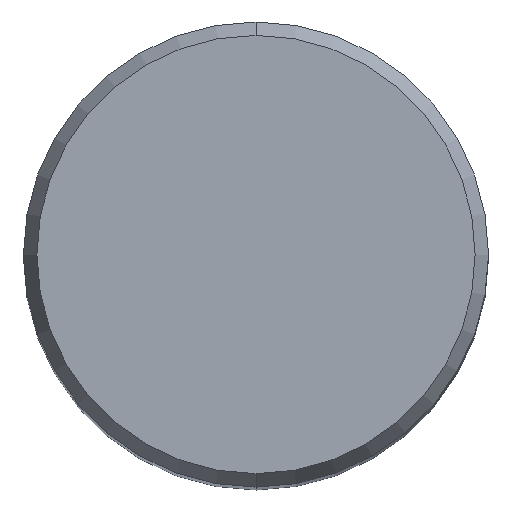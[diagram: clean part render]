
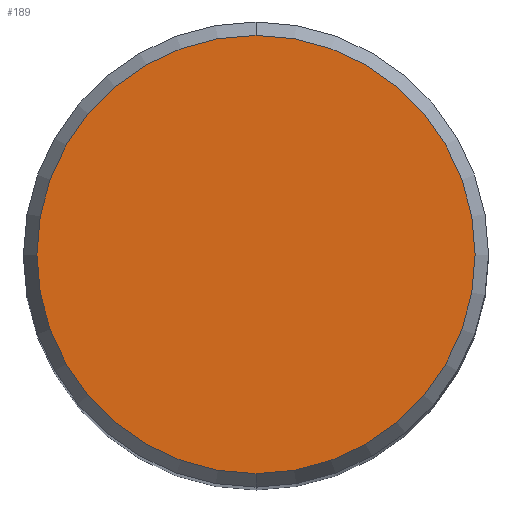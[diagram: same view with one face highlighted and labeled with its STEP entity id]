
A CAD part, top view. The second image highlights one B-rep face of the part: STEP entity #189.
In plain terms, the highlighted planar face has unit normal (0, 0, 1).
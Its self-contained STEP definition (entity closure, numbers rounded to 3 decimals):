
#189=ADVANCED_FACE('',(#415),#416,.T.);
#203=VERTEX_POINT('',#432);
#207=EDGE_CURVE('',#203,#239,#436,.T.);
#239=VERTEX_POINT('',#473);
#279=EDGE_CURVE('',#239,#203,#517,.T.);
#415=FACE_OUTER_BOUND('',#674,.T.);
#416=PLANE('',#675);
#432=CARTESIAN_POINT('',(0.0,14.958,0.));
#436=CIRCLE('',#700,14.958);
#473=CARTESIAN_POINT('',(0.,-14.958,0.));
#517=CIRCLE('',#806,14.958);
#674=EDGE_LOOP('',(#963,#964));
#675=AXIS2_PLACEMENT_3D('',#965,#966,#967);
#700=AXIS2_PLACEMENT_3D('',#995,#996,#997);
#806=AXIS2_PLACEMENT_3D('',#1102,#1103,#1104);
#963=ORIENTED_EDGE('',*,*,#207,.F.);
#964=ORIENTED_EDGE('',*,*,#279,.F.);
#965=CARTESIAN_POINT('',(0.0,7.479,0.));
#966=DIRECTION('',(-0.0,0.0,1.0));
#967=DIRECTION('',(0.0,-1.0,0.0));
#995=CARTESIAN_POINT('',(0.0,0.0,0.));
#996=DIRECTION('',(0.0,0.0,-1.0));
#997=DIRECTION('',(0.0,1.0,0.0));
#1102=CARTESIAN_POINT('',(0.0,0.0,0.));
#1103=DIRECTION('',(0.0,0.0,-1.0));
#1104=DIRECTION('',(0.0,1.0,0.0));
